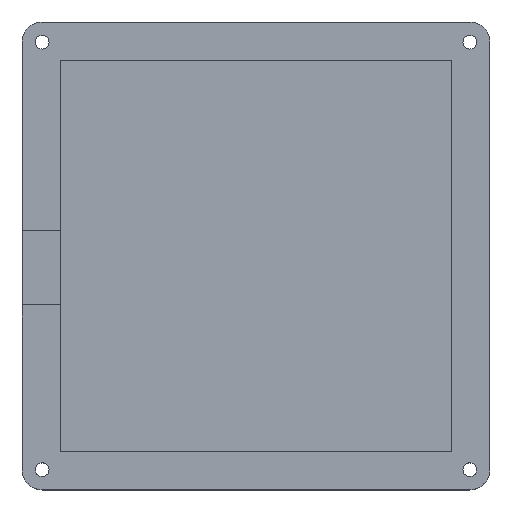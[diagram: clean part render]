
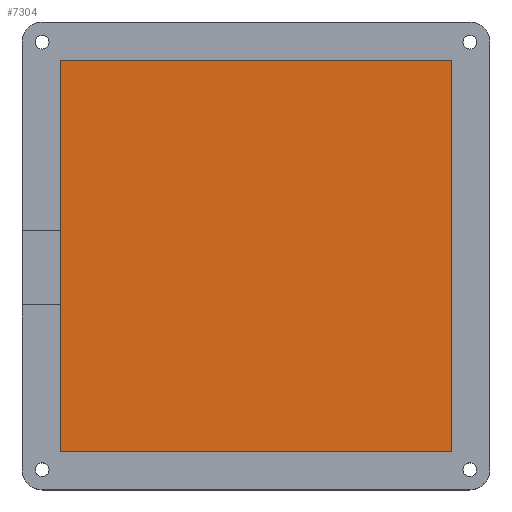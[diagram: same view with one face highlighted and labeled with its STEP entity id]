
A CAD part, top view. The second image highlights one B-rep face of the part: STEP entity #7304.
In plain terms, the highlighted planar face has unit normal (0, 0, 1).
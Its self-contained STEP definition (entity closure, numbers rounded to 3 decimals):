
#217=PLANE('',#7482);
#603=FACE_OUTER_BOUND('',#1030,.T.);
#1030=EDGE_LOOP('',(#6607,#6608,#6609,#6610));
#1607=LINE('',#14787,#2178);
#1608=LINE('',#14789,#2179);
#1609=LINE('',#14791,#2180);
#1610=LINE('',#14792,#2181);
#2178=VECTOR('',#8360,10.);
#2179=VECTOR('',#8361,10.);
#2180=VECTOR('',#8362,10.);
#2181=VECTOR('',#8363,10.);
#3402=VERTEX_POINT('',#14785);
#3403=VERTEX_POINT('',#14786);
#3404=VERTEX_POINT('',#14788);
#3405=VERTEX_POINT('',#14790);
#4479=EDGE_CURVE('',#3402,#3403,#1607,.T.);
#4480=EDGE_CURVE('',#3404,#3402,#1608,.T.);
#4481=EDGE_CURVE('',#3405,#3404,#1609,.T.);
#4482=EDGE_CURVE('',#3403,#3405,#1610,.T.);
#6607=ORIENTED_EDGE('',*,*,#4479,.F.);
#6608=ORIENTED_EDGE('',*,*,#4480,.F.);
#6609=ORIENTED_EDGE('',*,*,#4481,.F.);
#6610=ORIENTED_EDGE('',*,*,#4482,.F.);
#7304=ADVANCED_FACE('',(#603),#217,.T.);
#7482=AXIS2_PLACEMENT_3D('',#14784,#8358,#8359);
#8358=DIRECTION('center_axis',(0.,0.,1.));
#8359=DIRECTION('ref_axis',(1.,0.,0.));
#8360=DIRECTION('',(-1.,0.,0.));
#8361=DIRECTION('',(0.,-1.,0.));
#8362=DIRECTION('',(1.,0.,0.));
#8363=DIRECTION('',(0.,1.,0.));
#14784=CARTESIAN_POINT('Origin',(-1.5,1.5,3.));
#14785=CARTESIAN_POINT('',(47.,-47.,3.));
#14786=CARTESIAN_POINT('',(-50.,-47.,3.));
#14787=CARTESIAN_POINT('',(22.75,-47.,3.));
#14788=CARTESIAN_POINT('',(47.,50.,3.));
#14789=CARTESIAN_POINT('',(47.,25.75,3.));
#14790=CARTESIAN_POINT('',(-50.,50.,3.));
#14791=CARTESIAN_POINT('',(-25.75,50.,3.));
#14792=CARTESIAN_POINT('',(-50.,-22.75,3.));
